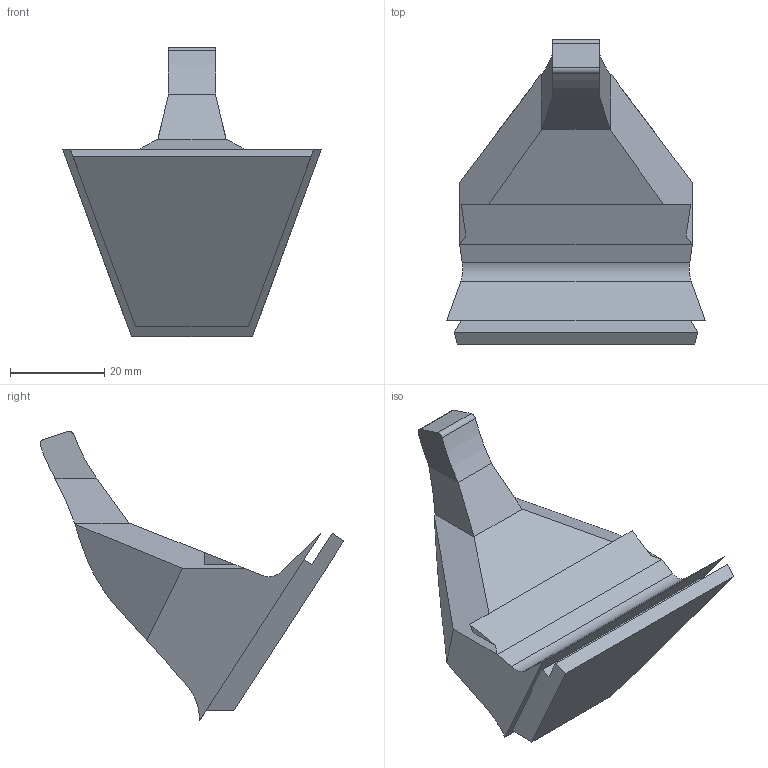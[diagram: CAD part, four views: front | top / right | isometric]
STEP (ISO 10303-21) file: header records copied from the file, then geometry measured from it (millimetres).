
FILE_DESCRIPTION(('CATIA V5 STEP Exchange'),'2;1');
FILE_NAME('Paume Poppy Modifications Pouce.stp','2017-02-03T15:46:49+00:00',('none'),('none'),'Version 5-6 Release 2012','CATIA V5 STEP AP203','none');
FILE_SCHEMA(('CONFIG_CONTROL_DESIGN'));
Length unit declared in the file: millimetre
Products named in the file (1): Part1
Bounding box: 55 x 64.64 x 61.51 mm (x, y, z)
Volume: 27235.7 mm3; surface area: 14451.2 mm2
Topology: 1 solids, 2 shells, 57 faces, 157 edges, 110 vertices
Faces by surface type: plane 44, cylinder 13
Entity records: 1823 total; most frequent: CARTESIAN_POINT 466, ORIENTED_EDGE 296, DIRECTION 207, EDGE_CURVE 148, VERTEX_POINT 96, VECTOR 93, LINE 93, AXIS2_PLACEMENT_3D 65
